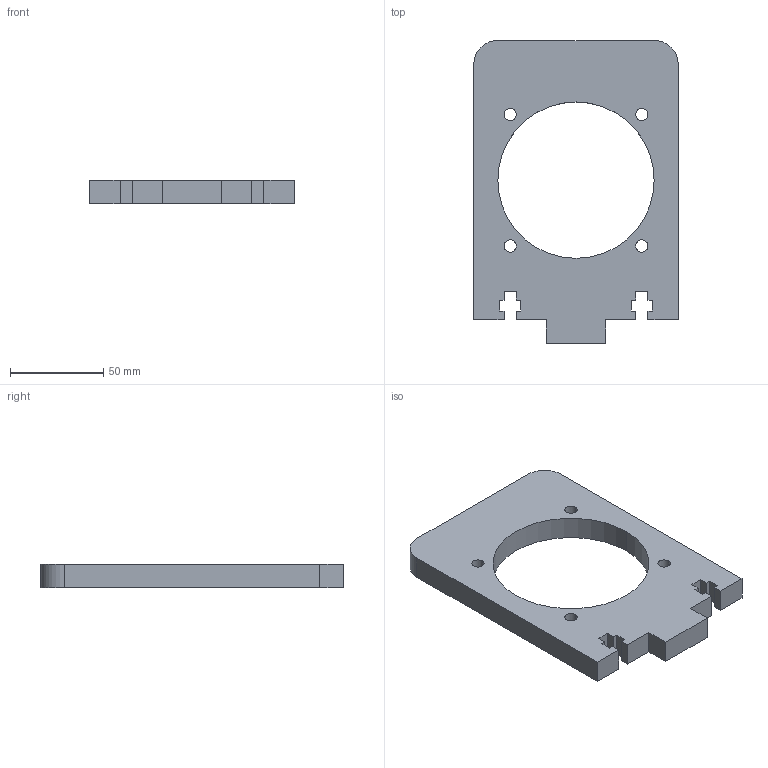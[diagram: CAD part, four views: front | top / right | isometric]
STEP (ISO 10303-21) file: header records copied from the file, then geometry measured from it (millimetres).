
FILE_DESCRIPTION (( 'STEP AP214' ), '1' );
FILE_NAME ('transmission mount 2.STEP', '2019-01-06T22:43:54', ( 'CAEN' ), ( 'University of Michigan' ), 'SwSTEP 2.0', 'SolidWorks 2018', '' );
FILE_SCHEMA (( 'AUTOMOTIVE_DESIGN' ));
Length unit declared in the file: millimetre
Products named in the file (1): transmission mount 2
Bounding box: 109.8 x 162.7 x 12.7 mm (x, y, z)
Volume: 138022.3 mm3; surface area: 33936.9 mm2
Topology: 1 solids, 1 shells, 46 faces, 132 edges, 88 vertices
Faces by surface type: plane 34, cylinder 12
Entity records: 1554 total; most frequent: CARTESIAN_POINT 267, ORIENTED_EDGE 264, DIRECTION 250, EDGE_CURVE 132, VECTOR 108, LINE 108, VERTEX_POINT 88, AXIS2_PLACEMENT_3D 71
